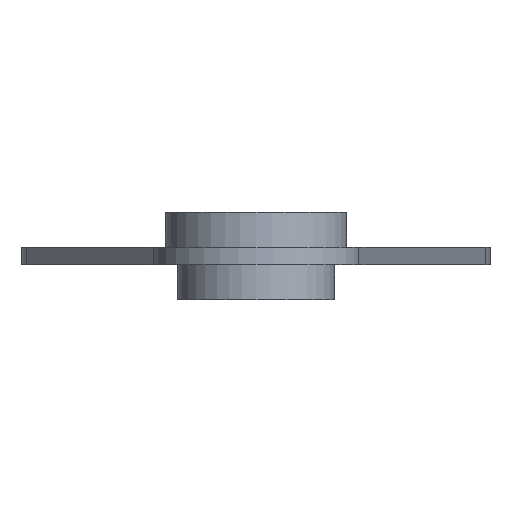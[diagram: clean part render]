
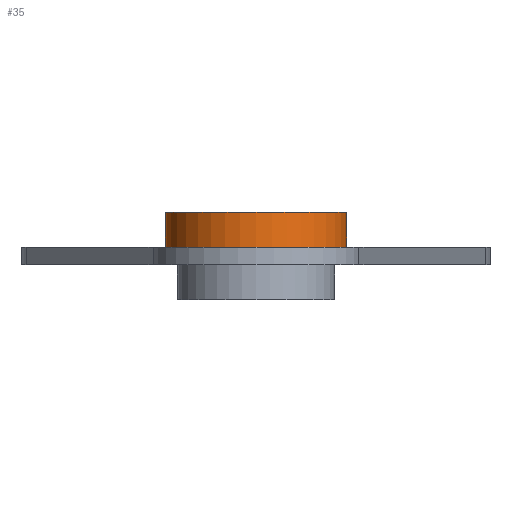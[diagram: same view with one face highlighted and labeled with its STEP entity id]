
A CAD part, front view. The second image highlights one B-rep face of the part: STEP entity #35.
In plain terms, the highlighted cylindrical face has radius 26 mm (diameter 52 mm), a partial arc.
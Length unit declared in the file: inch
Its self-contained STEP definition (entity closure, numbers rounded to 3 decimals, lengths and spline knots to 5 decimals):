
#35 = ADVANCED_FACE ( 'NONE', ( #197 ), #183, .T. ) ;
#40 = CARTESIAN_POINT ( 'NONE',  ( 0., -7.87402, 0.19685 ) ) ;
#53 = CARTESIAN_POINT ( 'NONE',  ( 1.02362, -7.87402, 0.19685 ) ) ;
#61 = DIRECTION ( 'NONE',  ( 0., 0., 1. ) ) ;
#75 = CARTESIAN_POINT ( 'NONE',  ( -1.02362, -7.87402, 0.19685 ) ) ;
#87 = DIRECTION ( 'NONE',  ( 0., 0., 1. ) ) ;
#100 = CARTESIAN_POINT ( 'NONE',  ( 1.02362, -7.87402, 0.19685 ) ) ;
#183 = CYLINDRICAL_SURFACE ( 'NONE', #672, 1.02362 ) ;
#197 = FACE_OUTER_BOUND ( 'NONE', #708, .T. ) ;
#207 = AXIS2_PLACEMENT_3D ( 'NONE', #1109, #1108, #1102 ) ;
#221 = AXIS2_PLACEMENT_3D ( 'NONE', #1241, #1224, #1214 ) ;
#264 = ORIENTED_EDGE ( 'NONE', *, *, #910, .F. ) ;
#273 = ORIENTED_EDGE ( 'NONE', *, *, #1231, .T. ) ;
#275 = ORIENTED_EDGE ( 'NONE', *, *, #927, .T. ) ;
#309 = ORIENTED_EDGE ( 'NONE', *, *, #1281, .F. ) ;
#317 = VECTOR ( 'NONE', #61, 39.37008 ) ;
#391 = CARTESIAN_POINT ( 'NONE',  ( -1.02362, -7.87402, 0.59055 ) ) ;
#500 = DIRECTION ( 'NONE',  ( 1., 0., 0. ) ) ;
#526 = LINE ( 'NONE', #53, #317 ) ;
#604 = VERTEX_POINT ( 'NONE', #704 ) ;
#614 = LINE ( 'NONE', #75, #894 ) ;
#635 = DIRECTION ( 'NONE',  ( 0., 0., 1. ) ) ;
#672 = AXIS2_PLACEMENT_3D ( 'NONE', #40, #635, #500 ) ;
#697 = VERTEX_POINT ( 'NONE', #391 ) ;
#704 = CARTESIAN_POINT ( 'NONE',  ( -1.02362, -7.87402, 0.19685 ) ) ;
#708 = EDGE_LOOP ( 'NONE', ( #264, #273, #275, #309 ) ) ;
#765 = VERTEX_POINT ( 'NONE', #920 ) ;
#867 = VERTEX_POINT ( 'NONE', #100 ) ;
#894 = VECTOR ( 'NONE', #87, 39.37008 ) ;
#910 = EDGE_CURVE ( 'NONE', #604, #697, #614, .T. ) ;
#920 = CARTESIAN_POINT ( 'NONE',  ( 1.02362, -7.87402, 0.59055 ) ) ;
#927 = EDGE_CURVE ( 'NONE', #867, #765, #526, .T. ) ;
#1017 = CIRCLE ( 'NONE', #207, 1.02362 ) ;
#1083 = CIRCLE ( 'NONE', #221, 1.02362 ) ;
#1102 = DIRECTION ( 'NONE',  ( 1., 0., 0. ) ) ;
#1108 = DIRECTION ( 'NONE',  ( 0., 0., 1. ) ) ;
#1109 = CARTESIAN_POINT ( 'NONE',  ( 0., -7.87402, 0.59055 ) ) ;
#1214 = DIRECTION ( 'NONE',  ( 1., 0., 0. ) ) ;
#1224 = DIRECTION ( 'NONE',  ( 0., 0., 1. ) ) ;
#1231 = EDGE_CURVE ( 'NONE', #604, #867, #1083, .T. ) ;
#1241 = CARTESIAN_POINT ( 'NONE',  ( 0., -7.87402, 0.19685 ) ) ;
#1281 = EDGE_CURVE ( 'NONE', #697, #765, #1017, .T. ) ;
